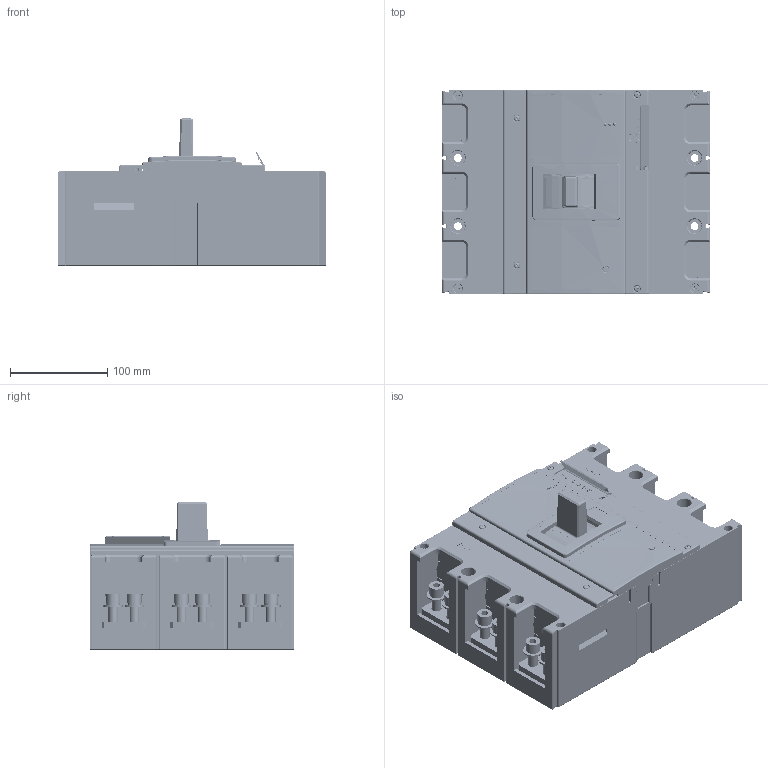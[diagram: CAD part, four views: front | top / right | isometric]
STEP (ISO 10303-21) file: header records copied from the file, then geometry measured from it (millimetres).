
FILE_DESCRIPTION(/* description */ (''),/* implementation_level */ '2;1');
FILE_NAME(/* name */ '1211111.stp',/* time_stamp */ '2024-02-21T17:18:07+08:00',/* author */ (''),/* organization */ (''),/* preprocessor_version */ 'ST-DEVELOPER v11',/* originating_system */ 'SIEMENS UGS NX 6.0',/* authorisation */ '');
FILE_SCHEMA (('CONFIG_CONTROL_DESIGN'));
Products named in the file (1): Admi075D71a7
Bounding box: 275.5 x 210 x 151.31 mm (x, y, z)
Volume: 2999110.3 mm3; surface area: 860125.7 mm2
Topology: 95 solids, 122 shells, 5903 faces, 15833 edges, 10320 vertices
Faces by surface type: plane 3673, cylinder 1537, torus 234, bspline 191, cone 113, extrusion 99, sphere 54, revolution 2
Full cylindrical faces by diameter (mm): 2.659 x4, 2.9 x7, 3 x7, 3.15 x4, 3.3 x3, 3.354 x84, 3.4 x2, 3.5 x5, 4 x18, 4.2 x20, 4.48 x5, 4.6 x8, 4.8 x6, 5 x15, 5.1 x3, 5.3 x12, 5.5 x33, 5.8 x7, 5.85 x8, 6.2 x6, 6.3 x1, 6.5 x1, 6.6 x1, 7 x59, 7.2 x2, 7.5 x40, 8 x4, 8.2 x6, 8.4 x6, 8.5 x6
Entity records: 302310 total; most frequent: CARTESIAN_POINT 160778, ORIENTED_EDGE 29296, DIRECTION 28068, EDGE_CURVE 14648, VECTOR 9928, VERTEX_POINT 9902, LINE 9829, AXIS2_PLACEMENT_3D 9069
